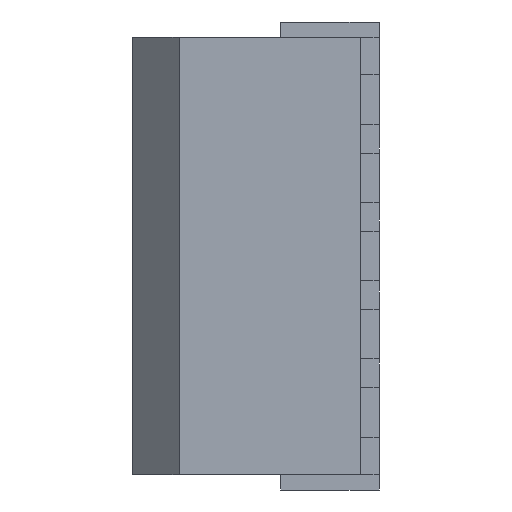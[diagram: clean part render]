
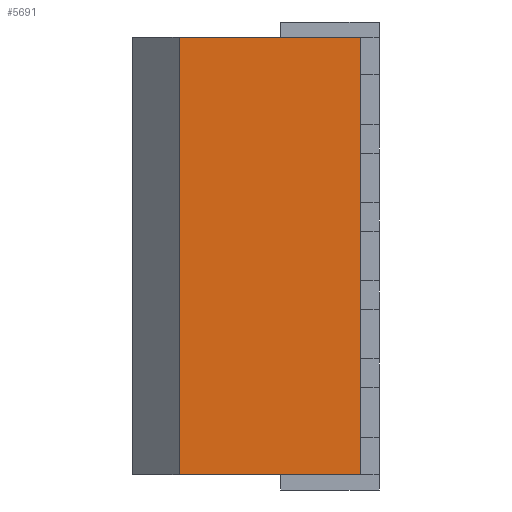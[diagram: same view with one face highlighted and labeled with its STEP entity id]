
A CAD part, left-side view. The second image highlights one B-rep face of the part: STEP entity #5691.
In plain terms, the highlighted planar face has unit normal (-1, 0, 0).
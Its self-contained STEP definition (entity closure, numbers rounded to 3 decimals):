
#84 = CARTESIAN_POINT ( 'NONE',  ( -4.5, -1.7, -3.55 ) ) ;
#119 = ORIENTED_EDGE ( 'NONE', *, *, #1064, .T. ) ;
#361 = VERTEX_POINT ( 'NONE', #7456 ) ;
#730 = EDGE_CURVE ( 'NONE', #6020, #3498, #2529, .T. ) ;
#858 = CARTESIAN_POINT ( 'NONE',  ( -4.5, -1.7, 3.55 ) ) ;
#1064 = EDGE_CURVE ( 'NONE', #6103, #6020, #7375, .T. ) ;
#1547 = DIRECTION ( 'NONE',  ( 0., 0., -1. ) ) ;
#1601 = VECTOR ( 'NONE', #2801, 1000. ) ;
#1739 = CARTESIAN_POINT ( 'NONE',  ( -4.5, 1.25, 3.55 ) ) ;
#1826 = ORIENTED_EDGE ( 'NONE', *, *, #1926, .F. ) ;
#1926 = EDGE_CURVE ( 'NONE', #361, #3498, #3239, .T. ) ;
#2128 = EDGE_CURVE ( 'NONE', #6103, #361, #6536, .T. ) ;
#2398 = CARTESIAN_POINT ( 'NONE',  ( -4.5, 0., 3.55 ) ) ;
#2529 = LINE ( 'NONE', #6014, #4988 ) ;
#2801 = DIRECTION ( 'NONE',  ( 0., 0., -1. ) ) ;
#3239 = LINE ( 'NONE', #858, #3684 ) ;
#3498 = VERTEX_POINT ( 'NONE', #84 ) ;
#3684 = VECTOR ( 'NONE', #1547, 1000. ) ;
#3951 = CARTESIAN_POINT ( 'NONE',  ( -4.5, 1.25, -3.8 ) ) ;
#4086 = PLANE ( 'NONE',  #5987 ) ;
#4245 = DIRECTION ( 'NONE',  ( 0., -1., 0. ) ) ;
#4939 = DIRECTION ( 'NONE',  ( 0., -1., 0. ) ) ;
#4988 = VECTOR ( 'NONE', #4245, 1000. ) ;
#5092 = EDGE_LOOP ( 'NONE', ( #119, #6586, #1826, #6881 ) ) ;
#5691 = ADVANCED_FACE ( 'NONE', ( #7113 ), #4086, .F. ) ;
#5758 = CARTESIAN_POINT ( 'NONE',  ( -4.5, 1.25, -3.55 ) ) ;
#5822 = DIRECTION ( 'NONE',  ( 0., 0., -1. ) ) ;
#5864 = CARTESIAN_POINT ( 'NONE',  ( -4.5, 0., 3.8 ) ) ;
#5987 = AXIS2_PLACEMENT_3D ( 'NONE', #5864, #6408, #5822 ) ;
#6014 = CARTESIAN_POINT ( 'NONE',  ( -4.5, 0., -3.55 ) ) ;
#6020 = VERTEX_POINT ( 'NONE', #5758 ) ;
#6103 = VERTEX_POINT ( 'NONE', #1739 ) ;
#6356 = VECTOR ( 'NONE', #4939, 1000. ) ;
#6408 = DIRECTION ( 'NONE',  ( 1., 0., 0. ) ) ;
#6536 = LINE ( 'NONE', #2398, #6356 ) ;
#6586 = ORIENTED_EDGE ( 'NONE', *, *, #730, .T. ) ;
#6881 = ORIENTED_EDGE ( 'NONE', *, *, #2128, .F. ) ;
#7113 = FACE_OUTER_BOUND ( 'NONE', #5092, .T. ) ;
#7375 = LINE ( 'NONE', #3951, #1601 ) ;
#7456 = CARTESIAN_POINT ( 'NONE',  ( -4.5, -1.7, 3.55 ) ) ;
